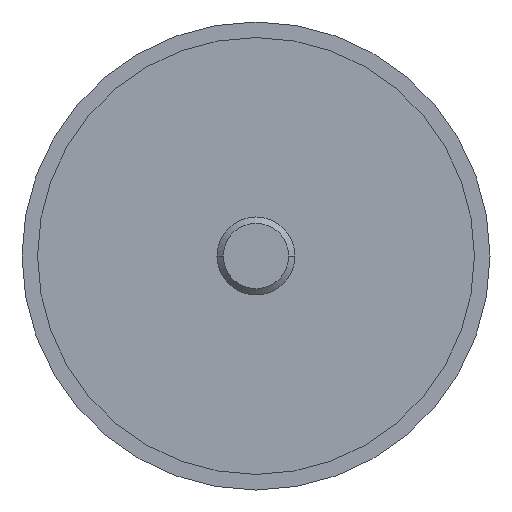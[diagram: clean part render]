
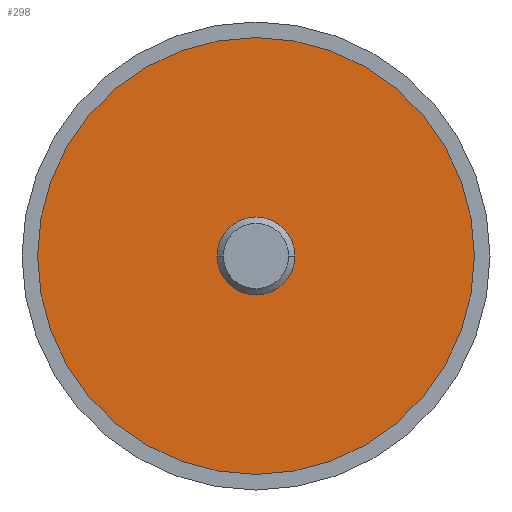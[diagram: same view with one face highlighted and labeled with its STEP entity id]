
A CAD part, front view. The second image highlights one B-rep face of the part: STEP entity #298.
In plain terms, the highlighted planar face has unit normal (0, -1, 0).
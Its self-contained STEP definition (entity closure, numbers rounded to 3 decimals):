
#234=EDGE_CURVE('',#244,#348,#592,.T.);
#244=VERTEX_POINT('',#604);
#298=ADVANCED_FACE('',(#665,#666),#667,.T.);
#348=VERTEX_POINT('',#723);
#392=VERTEX_POINT('',#772);
#400=EDGE_CURVE('',#392,#466,#781,.T.);
#440=EDGE_CURVE('',#348,#244,#828,.T.);
#466=VERTEX_POINT('',#854);
#510=EDGE_CURVE('',#466,#392,#908,.T.);
#592=CIRCLE('',#997,5.0);
#604=CARTESIAN_POINT('',(5.0,0.0,0.));
#665=FACE_BOUND('',#1091,.T.);
#666=FACE_OUTER_BOUND('',#1092,.T.);
#667=PLANE('',#1093);
#723=CARTESIAN_POINT('',(-5.0,0.0,0.));
#772=CARTESIAN_POINT('',(-28.0,0.0,0.));
#781=CIRCLE('',#1233,28.0);
#828=CIRCLE('',#1296,5.0);
#854=CARTESIAN_POINT('',(28.0,0.0,0.0));
#908=CIRCLE('',#1402,28.0);
#997=AXIS2_PLACEMENT_3D('',#1476,#1477,#1478);
#1091=EDGE_LOOP('',(#1583,#1584));
#1092=EDGE_LOOP('',(#1585,#1586));
#1093=AXIS2_PLACEMENT_3D('',#1587,#1588,#1589);
#1233=AXIS2_PLACEMENT_3D('',#1731,#1732,#1733);
#1296=AXIS2_PLACEMENT_3D('',#1795,#1796,#1797);
#1402=AXIS2_PLACEMENT_3D('',#1889,#1890,#1891);
#1476=CARTESIAN_POINT('',(0.0,0.0,0.0));
#1477=DIRECTION('',(-0.0,1.0,0.0));
#1478=DIRECTION('',(1.0,0.0,0.0));
#1583=ORIENTED_EDGE('',*,*,#440,.T.);
#1584=ORIENTED_EDGE('',*,*,#234,.T.);
#1585=ORIENTED_EDGE('',*,*,#510,.T.);
#1586=ORIENTED_EDGE('',*,*,#400,.T.);
#1587=CARTESIAN_POINT('',(0.0,0.0,0.0));
#1588=DIRECTION('',(0.0,-1.0,0.0));
#1589=DIRECTION('',(-1.0,0.0,0.0));
#1731=CARTESIAN_POINT('',(0.0,0.0,0.0));
#1732=DIRECTION('',(0.0,-1.0,0.0));
#1733=DIRECTION('',(1.0,0.0,0.0));
#1795=CARTESIAN_POINT('',(0.0,0.0,0.0));
#1796=DIRECTION('',(-0.0,1.0,0.0));
#1797=DIRECTION('',(1.0,0.0,0.0));
#1889=CARTESIAN_POINT('',(0.0,0.0,0.0));
#1890=DIRECTION('',(0.0,-1.0,0.0));
#1891=DIRECTION('',(1.0,0.0,0.0));
